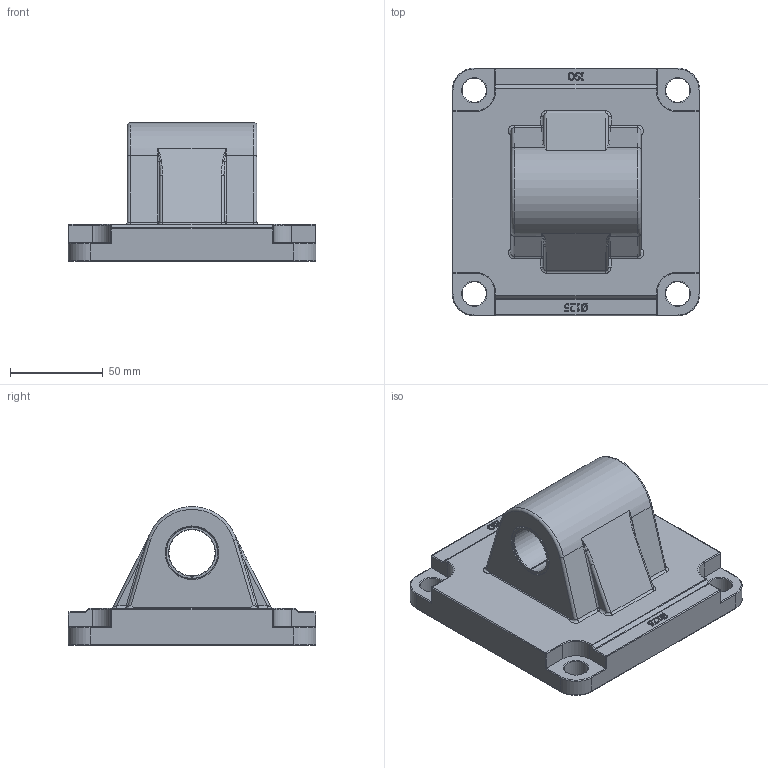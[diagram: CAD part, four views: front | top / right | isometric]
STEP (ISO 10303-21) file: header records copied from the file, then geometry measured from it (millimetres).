
FILE_DESCRIPTION((''),'2;1');
FILE_NAME('CMI125.stp','2013-11-15T10:08:51',('carlo.corazza'),(''),'Autodesk Inventor 2012','Autodesk Inventor 2012','');
FILE_SCHEMA(('AUTOMOTIVE_DESIGN { 1 0 10303 214 1 1 1 1 }'));
Length unit declared in the file: millimetre
Products named in the file (1): CMI125
Bounding box: 134 x 134 x 74.91 mm (x, y, z)
Volume: 444190.4 mm3; surface area: 68724.9 mm2
Topology: 1 solids, 1 shells, 419 faces, 1070 edges, 663 vertices
Faces by surface type: plane 132, bspline 93, cylinder 87, cone 75, torus 20, sphere 12
Full cylindrical faces by diameter (mm): 13 x4, 28 x1, 60 x1
Entity records: 13892 total; most frequent: CARTESIAN_POINT 3741, ORIENTED_EDGE 2074, DIRECTION 1892, EDGE_CURVE 1037, AXIS2_PLACEMENT_3D 678, VERTEX_POINT 657, VECTOR 536, LINE 536
